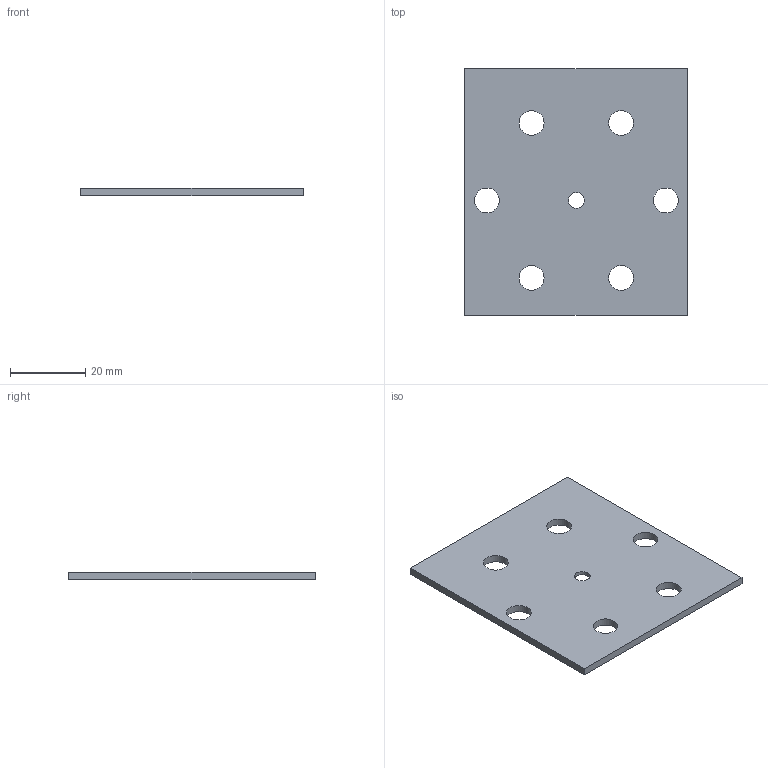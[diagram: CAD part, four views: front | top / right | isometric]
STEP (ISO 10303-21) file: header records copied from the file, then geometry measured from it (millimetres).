
FILE_DESCRIPTION(/* description */ (''),/* implementation_level */ '2;1');
FILE_NAME(/* name */ 'Platte - Lsung 3.0 - Aluminium.stp',/* time_stamp */ '2024-07-01T14:59:27+02:00',/* author */ ('Asus'),/* organization */ (''),/* preprocessor_version */ 'ST-DEVELOPER v19.2',/* originating_system */ 'Autodesk Inventor 2024',/* authorisation */ '');
FILE_SCHEMA (('AUTOMOTIVE_DESIGN { 1 0 10303 214 3 1 1 }'));
Length unit declared in the file: millimetre
Products named in the file (1): Platte - Lösung 3.0 - Aluminium
Bounding box: 59.2 x 65.49 x 2 mm (x, y, z)
Volume: 7045.8 mm3; surface area: 8135.8 mm2
Topology: 1 solids, 1 shells, 15 faces, 64 edges, 81 vertices
Faces by surface type: cylinder 8, plane 7
Full cylindrical faces by diameter (mm): 4.234 x1, 6.6 x6, 19 x1
Entity records: 656 total; most frequent: CARTESIAN_POINT 133, DIRECTION 84, ORIENTED_EDGE 72, EDGE_CURVE 36, AXIS2_PLACEMENT_3D 32, EDGE_LOOP 30, STYLED_ITEM 29, POLYLINE 28
